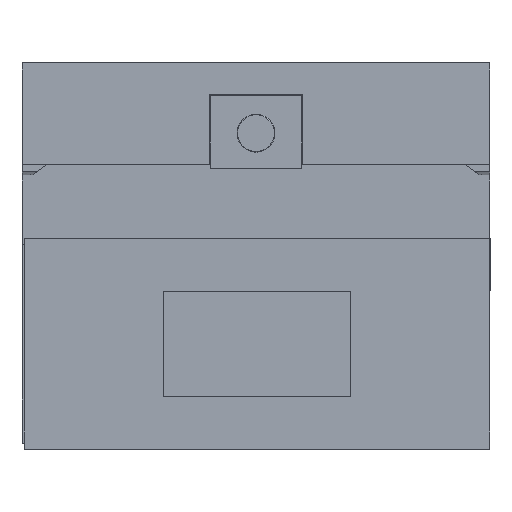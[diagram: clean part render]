
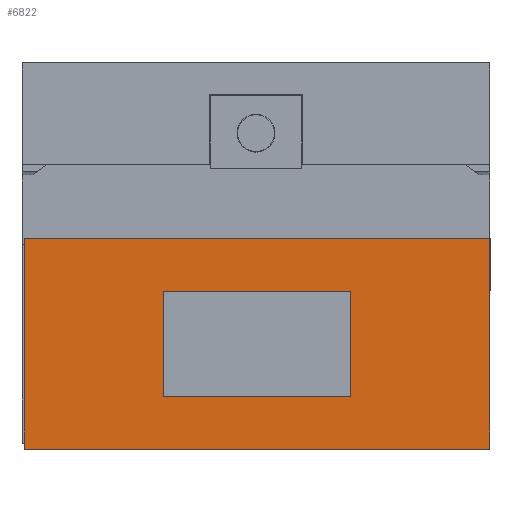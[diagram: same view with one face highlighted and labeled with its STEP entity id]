
A CAD part, left-side view. The second image highlights one B-rep face of the part: STEP entity #6822.
In plain terms, the highlighted planar face has unit normal (-1, 0, 0).
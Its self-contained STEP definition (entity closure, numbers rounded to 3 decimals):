
#540=LINE('',#9436,#1003);
#709=LINE('',#9918,#1172);
#713=LINE('',#9927,#1176);
#714=LINE('',#9929,#1177);
#725=LINE('',#9949,#1188);
#738=LINE('',#9973,#1201);
#741=LINE('',#9979,#1204);
#742=LINE('',#9981,#1205);
#1003=VECTOR('',#7905,1000.);
#1172=VECTOR('',#8302,1000.);
#1176=VECTOR('',#8308,1000.);
#1177=VECTOR('',#8311,1000.);
#1188=VECTOR('',#8332,1000.);
#1201=VECTOR('',#8359,1000.);
#1204=VECTOR('',#8364,1000.);
#1205=VECTOR('',#8365,1000.);
#2314=ORIENTED_EDGE('',*,*,#3241,.F.);
#2315=ORIENTED_EDGE('',*,*,#3229,.F.);
#2316=ORIENTED_EDGE('',*,*,#3230,.F.);
#2317=ORIENTED_EDGE('',*,*,#3225,.F.);
#2318=ORIENTED_EDGE('',*,*,#3013,.F.);
#2319=ORIENTED_EDGE('',*,*,#3257,.F.);
#2320=ORIENTED_EDGE('',*,*,#3258,.T.);
#2321=ORIENTED_EDGE('',*,*,#3254,.T.);
#3013=EDGE_CURVE('',#3662,#3663,#540,.T.);
#3225=EDGE_CURVE('',#3785,#3782,#709,.T.);
#3229=EDGE_CURVE('',#3789,#3786,#713,.T.);
#3230=EDGE_CURVE('',#3782,#3789,#714,.T.);
#3241=EDGE_CURVE('',#3786,#3785,#725,.T.);
#3254=EDGE_CURVE('',#3798,#3663,#738,.T.);
#3257=EDGE_CURVE('',#3800,#3662,#741,.T.);
#3258=EDGE_CURVE('',#3800,#3798,#742,.T.);
#3662=VERTEX_POINT('',#9435);
#3663=VERTEX_POINT('',#9437);
#3782=VERTEX_POINT('',#9912);
#3785=VERTEX_POINT('',#9917);
#3786=VERTEX_POINT('',#9921);
#3789=VERTEX_POINT('',#9926);
#3798=VERTEX_POINT('',#9974);
#3800=VERTEX_POINT('',#9980);
#4139=EDGE_LOOP('',(#2314,#2315,#2316,#2317));
#4140=EDGE_LOOP('',(#2318,#2319,#2320,#2321));
#4459=FACE_BOUND('',#4139,.T.);
#4460=FACE_BOUND('',#4140,.T.);
#4701=PLANE('',#7224);
#6822=ADVANCED_FACE('',(#4459,#4460),#4701,.T.);
#7224=AXIS2_PLACEMENT_3D('',#9978,#8362,#8363);
#7905=DIRECTION('',(0.,0.,-1.));
#8302=DIRECTION('',(0.,0.,-1.));
#8308=DIRECTION('',(0.,0.,1.));
#8311=DIRECTION('',(0.,-1.,0.));
#8332=DIRECTION('',(0.,1.,0.));
#8359=DIRECTION('',(0.,-1.,0.));
#8362=DIRECTION('',(-1.,0.,0.));
#8363=DIRECTION('',(0.,0.,1.));
#8364=DIRECTION('',(0.,-1.,0.));
#8365=DIRECTION('',(0.,0.,-1.));
#9435=CARTESIAN_POINT('',(-9.,0.,9.));
#9436=CARTESIAN_POINT('',(-9.,0.,9.));
#9437=CARTESIAN_POINT('',(-9.,0.,-9.));
#9912=CARTESIAN_POINT('',(-9.,27.9,-4.5));
#9917=CARTESIAN_POINT('',(-9.,27.9,4.5));
#9918=CARTESIAN_POINT('',(-9.,27.9,9.));
#9921=CARTESIAN_POINT('',(-9.,11.9,4.5));
#9926=CARTESIAN_POINT('',(-9.,11.9,-4.5));
#9927=CARTESIAN_POINT('',(-9.,11.9,9.));
#9929=CARTESIAN_POINT('',(-9.,39.9,-4.5));
#9949=CARTESIAN_POINT('',(-9.,39.9,4.5));
#9973=CARTESIAN_POINT('',(-9.,39.9,-9.));
#9974=CARTESIAN_POINT('',(-9.,39.8,-9.));
#9978=CARTESIAN_POINT('',(-9.,39.9,9.));
#9979=CARTESIAN_POINT('',(-9.,39.9,9.));
#9980=CARTESIAN_POINT('',(-9.,39.8,9.));
#9981=CARTESIAN_POINT('',(-9.,39.8,9.));
